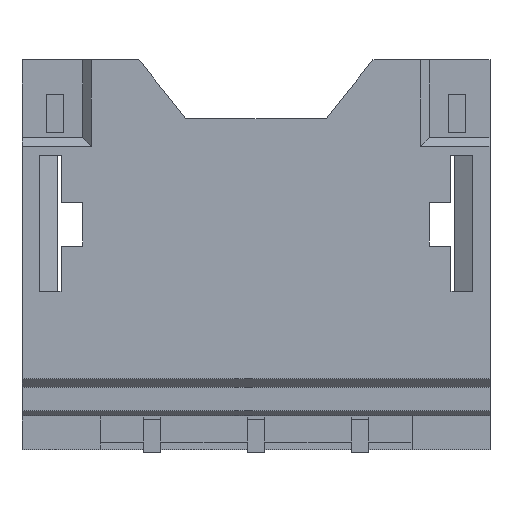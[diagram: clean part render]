
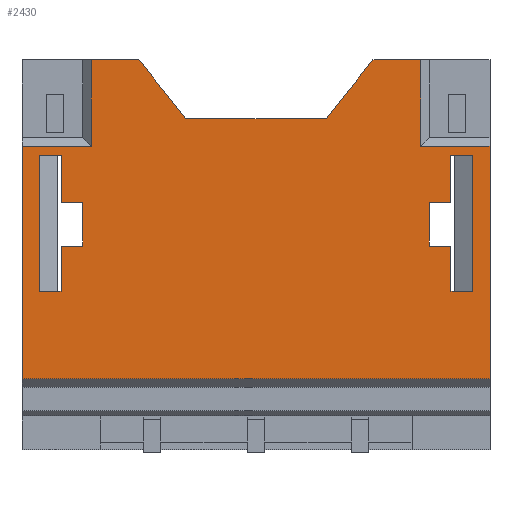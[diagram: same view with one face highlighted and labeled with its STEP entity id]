
A CAD part, front view. The second image highlights one B-rep face of the part: STEP entity #2430.
In plain terms, the highlighted planar face has unit normal (0, -1, 0).
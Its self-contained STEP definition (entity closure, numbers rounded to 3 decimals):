
#325=VERTEX_POINT('',#326);
#326=CARTESIAN_POINT('',(-2.25,-1.4,1.15));
#332=EDGE_CURVE('',#325,#333,#335,.F.);
#333=VERTEX_POINT('',#334);
#334=CARTESIAN_POINT('',(-2.5,-1.4,1.15));
#335=LINE('',#336,#337);
#336=CARTESIAN_POINT('',(-2.5,-1.4,1.15));
#337=VECTOR('',#338,1.0);
#338=DIRECTION('',(1.0,0.0,0.0));
#422=VERTEX_POINT('',#423);
#423=CARTESIAN_POINT('',(2.5,-1.4,1.15));
#429=EDGE_CURVE('',#422,#430,#432,.F.);
#430=VERTEX_POINT('',#431);
#431=CARTESIAN_POINT('',(2.25,-1.4,1.15));
#432=LINE('',#433,#434);
#433=CARTESIAN_POINT('',(2.25,-1.4,1.15));
#434=VECTOR('',#435,1.0);
#435=DIRECTION('',(1.0,0.0,0.0));
#518=VERTEX_POINT('',#519);
#519=CARTESIAN_POINT('',(-2.5,-1.4,-0.42));
#525=EDGE_CURVE('',#518,#526,#528,.T.);
#526=VERTEX_POINT('',#527);
#527=CARTESIAN_POINT('',(-2.25,-1.4,-0.42));
#528=LINE('',#529,#530);
#529=CARTESIAN_POINT('',(-2.5,-1.4,-0.42));
#530=VECTOR('',#531,1.0);
#531=DIRECTION('',(1.0,0.0,0.0));
#590=VERTEX_POINT('',#591);
#591=CARTESIAN_POINT('',(2.25,-1.4,-0.42));
#597=EDGE_CURVE('',#590,#598,#600,.T.);
#598=VERTEX_POINT('',#599);
#599=CARTESIAN_POINT('',(2.5,-1.4,-0.42));
#600=LINE('',#601,#602);
#601=CARTESIAN_POINT('',(2.25,-1.4,-0.42));
#602=VECTOR('',#603,1.0);
#603=DIRECTION('',(1.0,0.0,0.0));
#2189=EDGE_CURVE('',#2190,#2192,#2194,.T.);
#2190=VERTEX_POINT('',#2191);
#2191=CARTESIAN_POINT('',(-1.9,-1.4,2.25));
#2192=VERTEX_POINT('',#2193);
#2193=CARTESIAN_POINT('',(-1.35,-1.4,2.25));
#2194=LINE('',#2195,#2196);
#2195=CARTESIAN_POINT('',(-1.9,-1.4,2.25));
#2196=VECTOR('',#2197,1.0);
#2197=DIRECTION('',(1.0,0.0,0.0));
#2335=VERTEX_POINT('',#2336);
#2336=CARTESIAN_POINT('',(1.35,-1.4,2.25));
#2342=EDGE_CURVE('',#2335,#2343,#2345,.T.);
#2343=VERTEX_POINT('',#2344);
#2344=CARTESIAN_POINT('',(1.9,-1.4,2.25));
#2345=LINE('',#2346,#2347);
#2346=CARTESIAN_POINT('',(1.35,-1.4,2.25));
#2347=VECTOR('',#2348,1.0);
#2348=DIRECTION('',(1.0,0.0,0.0));
#2372=EDGE_CURVE('',#2373,#2190,#2375,.F.);
#2373=VERTEX_POINT('',#2374);
#2374=CARTESIAN_POINT('',(-1.9,-1.4,1.25));
#2375=LINE('',#2376,#2377);
#2376=CARTESIAN_POINT('',(-1.9,-1.4,2.25));
#2377=VECTOR('',#2378,1.0);
#2378=DIRECTION('',(0.0,0.0,-1.0));
#2412=VERTEX_POINT('',#2413);
#2413=CARTESIAN_POINT('',(-2.7,-1.4,1.25));
#2419=EDGE_CURVE('',#2412,#2373,#2420,.T.);
#2420=LINE('',#2421,#2422);
#2421=CARTESIAN_POINT('',(-2.7,-1.4,1.25));
#2422=VECTOR('',#2423,1.0);
#2423=DIRECTION('',(1.0,0.0,0.0));
#2430=ADVANCED_FACE('',(#2431,#2497,#2545),#2593,.F.);
#2431=FACE_BOUND('',#2432,.T.);
#2432=EDGE_LOOP('',(#2433,#2441,#2442,#2450,#2458,#2464,#2465,#2466,#2467,#2475,#2483,#2491));
#2433=ORIENTED_EDGE('',*,*,#2434,.T.);
#2434=EDGE_CURVE('',#2435,#2343,#2437,.F.);
#2435=VERTEX_POINT('',#2436);
#2436=CARTESIAN_POINT('',(1.9,-1.4,1.25));
#2437=LINE('',#2438,#2439);
#2438=CARTESIAN_POINT('',(1.9,-1.4,2.25));
#2439=VECTOR('',#2440,1.0);
#2440=DIRECTION('',(0.0,0.0,-1.0));
#2441=ORIENTED_EDGE('',*,*,#2342,.F.);
#2442=ORIENTED_EDGE('',*,*,#2443,.T.);
#2443=EDGE_CURVE('',#2335,#2444,#2446,.T.);
#2444=VERTEX_POINT('',#2445);
#2445=CARTESIAN_POINT('',(0.81,-1.4,1.57));
#2446=LINE('',#2447,#2448);
#2447=CARTESIAN_POINT('',(1.35,-1.4,2.25));
#2448=VECTOR('',#2449,1.0);
#2449=DIRECTION('',(-0.622,0.0,-0.783));
#2450=ORIENTED_EDGE('',*,*,#2451,.T.);
#2451=EDGE_CURVE('',#2444,#2452,#2454,.T.);
#2452=VERTEX_POINT('',#2453);
#2453=CARTESIAN_POINT('',(-0.81,-1.4,1.57));
#2454=LINE('',#2455,#2456);
#2455=CARTESIAN_POINT('',(0.81,-1.4,1.57));
#2456=VECTOR('',#2457,1.0);
#2457=DIRECTION('',(-1.0,0.0,0.0));
#2458=ORIENTED_EDGE('',*,*,#2459,.T.);
#2459=EDGE_CURVE('',#2452,#2192,#2460,.T.);
#2460=LINE('',#2461,#2462);
#2461=CARTESIAN_POINT('',(-0.81,-1.4,1.57));
#2462=VECTOR('',#2463,1.0);
#2463=DIRECTION('',(-0.622,0.0,0.783));
#2464=ORIENTED_EDGE('',*,*,#2189,.F.);
#2465=ORIENTED_EDGE('',*,*,#2372,.F.);
#2466=ORIENTED_EDGE('',*,*,#2419,.F.);
#2467=ORIENTED_EDGE('',*,*,#2468,.T.);
#2468=EDGE_CURVE('',#2412,#2469,#2471,.F.);
#2469=VERTEX_POINT('',#2470);
#2470=CARTESIAN_POINT('',(-2.7,-1.4,-1.43));
#2471=LINE('',#2472,#2473);
#2472=CARTESIAN_POINT('',(-2.7,-1.4,-1.43));
#2473=VECTOR('',#2474,1.0);
#2474=DIRECTION('',(0.0,0.0,1.0));
#2475=ORIENTED_EDGE('',*,*,#2476,.T.);
#2476=EDGE_CURVE('',#2469,#2477,#2479,.T.);
#2477=VERTEX_POINT('',#2478);
#2478=CARTESIAN_POINT('',(2.7,-1.4,-1.43));
#2479=LINE('',#2480,#2481);
#2480=CARTESIAN_POINT('',(-2.7,-1.4,-1.43));
#2481=VECTOR('',#2482,1.0);
#2482=DIRECTION('',(1.0,0.0,0.0));
#2483=ORIENTED_EDGE('',*,*,#2484,.T.);
#2484=EDGE_CURVE('',#2477,#2485,#2487,.F.);
#2485=VERTEX_POINT('',#2486);
#2486=CARTESIAN_POINT('',(2.7,-1.4,1.25));
#2487=LINE('',#2488,#2489);
#2488=CARTESIAN_POINT('',(2.7,-1.4,1.25));
#2489=VECTOR('',#2490,1.0);
#2490=DIRECTION('',(0.0,0.0,-1.0));
#2491=ORIENTED_EDGE('',*,*,#2492,.T.);
#2492=EDGE_CURVE('',#2485,#2435,#2493,.F.);
#2493=LINE('',#2494,#2495);
#2494=CARTESIAN_POINT('',(1.9,-1.4,1.25));
#2495=VECTOR('',#2496,1.0);
#2496=DIRECTION('',(1.0,0.0,0.0));
#2497=FACE_BOUND('',#2498,.T.);
#2498=EDGE_LOOP('',(#2499,#2507,#2508,#2514,#2515,#2523,#2531,#2539));
#2499=ORIENTED_EDGE('',*,*,#2500,.T.);
#2500=EDGE_CURVE('',#2501,#526,#2503,.F.);
#2501=VERTEX_POINT('',#2502);
#2502=CARTESIAN_POINT('',(-2.25,-1.4,0.1));
#2503=LINE('',#2504,#2505);
#2504=CARTESIAN_POINT('',(-2.25,-1.4,-0.42));
#2505=VECTOR('',#2506,1.0);
#2506=DIRECTION('',(0.0,0.0,1.0));
#2507=ORIENTED_EDGE('',*,*,#525,.F.);
#2508=ORIENTED_EDGE('',*,*,#2509,.T.);
#2509=EDGE_CURVE('',#518,#333,#2510,.T.);
#2510=LINE('',#2511,#2512);
#2511=CARTESIAN_POINT('',(-2.5,-1.4,-0.42));
#2512=VECTOR('',#2513,1.0);
#2513=DIRECTION('',(0.0,0.0,1.0));
#2514=ORIENTED_EDGE('',*,*,#332,.F.);
#2515=ORIENTED_EDGE('',*,*,#2516,.T.);
#2516=EDGE_CURVE('',#325,#2517,#2519,.F.);
#2517=VERTEX_POINT('',#2518);
#2518=CARTESIAN_POINT('',(-2.25,-1.4,0.6));
#2519=LINE('',#2520,#2521);
#2520=CARTESIAN_POINT('',(-2.25,-1.4,0.6));
#2521=VECTOR('',#2522,1.0);
#2522=DIRECTION('',(0.0,0.0,1.0));
#2523=ORIENTED_EDGE('',*,*,#2524,.T.);
#2524=EDGE_CURVE('',#2517,#2525,#2527,.T.);
#2525=VERTEX_POINT('',#2526);
#2526=CARTESIAN_POINT('',(-2.0,-1.4,0.6));
#2527=LINE('',#2528,#2529);
#2528=CARTESIAN_POINT('',(-2.25,-1.4,0.6));
#2529=VECTOR('',#2530,1.0);
#2530=DIRECTION('',(1.0,0.0,0.0));
#2531=ORIENTED_EDGE('',*,*,#2532,.T.);
#2532=EDGE_CURVE('',#2525,#2533,#2535,.T.);
#2533=VERTEX_POINT('',#2534);
#2534=CARTESIAN_POINT('',(-2.0,-1.4,0.1));
#2535=LINE('',#2536,#2537);
#2536=CARTESIAN_POINT('',(-2.0,-1.4,0.6));
#2537=VECTOR('',#2538,1.0);
#2538=DIRECTION('',(0.0,0.0,-1.0));
#2539=ORIENTED_EDGE('',*,*,#2540,.T.);
#2540=EDGE_CURVE('',#2533,#2501,#2541,.T.);
#2541=LINE('',#2542,#2543);
#2542=CARTESIAN_POINT('',(-2.0,-1.4,0.1));
#2543=VECTOR('',#2544,1.0);
#2544=DIRECTION('',(-1.0,0.0,0.0));
#2545=FACE_BOUND('',#2546,.T.);
#2546=EDGE_LOOP('',(#2547,#2557,#2563,#2564,#2570,#2571,#2579,#2587));
#2547=ORIENTED_EDGE('',*,*,#2548,.T.);
#2548=EDGE_CURVE('',#2549,#2551,#2553,.T.);
#2549=VERTEX_POINT('',#2550);
#2550=CARTESIAN_POINT('',(2.0,-1.4,0.6));
#2551=VERTEX_POINT('',#2552);
#2552=CARTESIAN_POINT('',(2.25,-1.4,0.6));
#2553=LINE('',#2554,#2555);
#2554=CARTESIAN_POINT('',(2.0,-1.4,0.6));
#2555=VECTOR('',#2556,1.0);
#2556=DIRECTION('',(1.0,0.0,0.0));
#2557=ORIENTED_EDGE('',*,*,#2558,.T.);
#2558=EDGE_CURVE('',#2551,#430,#2559,.T.);
#2559=LINE('',#2560,#2561);
#2560=CARTESIAN_POINT('',(2.25,-1.4,0.6));
#2561=VECTOR('',#2562,1.0);
#2562=DIRECTION('',(0.0,0.0,1.0));
#2563=ORIENTED_EDGE('',*,*,#429,.F.);
#2564=ORIENTED_EDGE('',*,*,#2565,.T.);
#2565=EDGE_CURVE('',#422,#598,#2566,.F.);
#2566=LINE('',#2567,#2568);
#2567=CARTESIAN_POINT('',(2.5,-1.4,-0.42));
#2568=VECTOR('',#2569,1.0);
#2569=DIRECTION('',(0.0,0.0,1.0));
#2570=ORIENTED_EDGE('',*,*,#597,.F.);
#2571=ORIENTED_EDGE('',*,*,#2572,.T.);
#2572=EDGE_CURVE('',#590,#2573,#2575,.T.);
#2573=VERTEX_POINT('',#2574);
#2574=CARTESIAN_POINT('',(2.25,-1.4,0.1));
#2575=LINE('',#2576,#2577);
#2576=CARTESIAN_POINT('',(2.25,-1.4,-0.42));
#2577=VECTOR('',#2578,1.0);
#2578=DIRECTION('',(0.0,0.0,1.0));
#2579=ORIENTED_EDGE('',*,*,#2580,.T.);
#2580=EDGE_CURVE('',#2573,#2581,#2583,.T.);
#2581=VERTEX_POINT('',#2582);
#2582=CARTESIAN_POINT('',(2.0,-1.4,0.1));
#2583=LINE('',#2584,#2585);
#2584=CARTESIAN_POINT('',(2.25,-1.4,0.1));
#2585=VECTOR('',#2586,1.0);
#2586=DIRECTION('',(-1.0,0.0,0.0));
#2587=ORIENTED_EDGE('',*,*,#2588,.T.);
#2588=EDGE_CURVE('',#2581,#2549,#2589,.T.);
#2589=LINE('',#2590,#2591);
#2590=CARTESIAN_POINT('',(2.0,-1.4,0.1));
#2591=VECTOR('',#2592,1.0);
#2592=DIRECTION('',(0.0,0.0,1.0));
#2593=PLANE('',#2594);
#2594=AXIS2_PLACEMENT_3D('',#2595,#2596,#2597);
#2595=CARTESIAN_POINT('',(0.0,-1.4,0.0));
#2596=DIRECTION('',(0.0,1.0,0.0));
#2597=DIRECTION('',(1.0,0.0,0.0));
